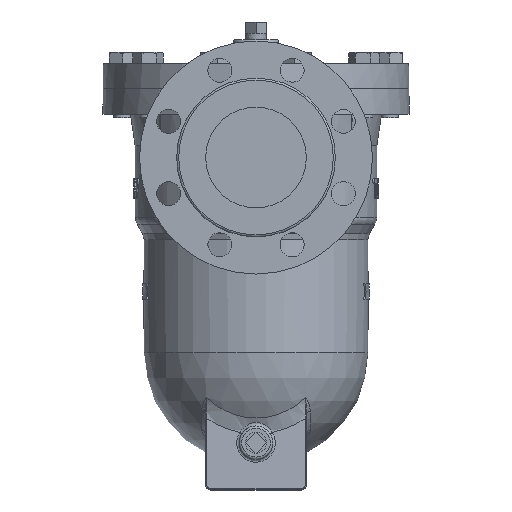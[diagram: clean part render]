
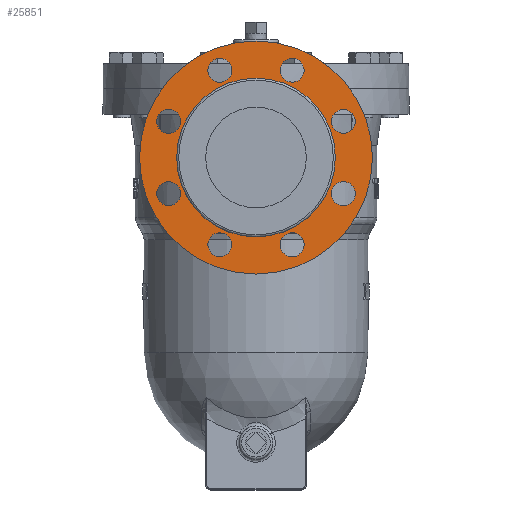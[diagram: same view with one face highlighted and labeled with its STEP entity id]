
A CAD part, left-side view. The second image highlights one B-rep face of the part: STEP entity #25851.
In plain terms, the highlighted planar face has unit normal (-1, 0, 0).
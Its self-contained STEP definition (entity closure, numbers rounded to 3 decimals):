
#305=CARTESIAN_POINT('',(-180.0,0.0,8.5));
#306=VERTEX_POINT('',#305);
#307=CARTESIAN_POINT('',(-180.0,0.0,-54.5));
#308=DIRECTION('',(-1.0,0.0,0.0));
#309=DIRECTION('',(0.0,0.0,1.0));
#310=AXIS2_PLACEMENT_3D('',#307,#308,#309);
#311=CIRCLE('',#310,63.);
#312=EDGE_CURVE('',#306,#306,#311,.T.);
#25143=CARTESIAN_POINT('',(-180.,0.0,38.));
#25144=VERTEX_POINT('',#25143);
#25145=CARTESIAN_POINT('',(-180.0,0.0,-54.5));
#25146=DIRECTION('',(-1.0,0.0,0.0));
#25147=DIRECTION('',(0.0,0.0,1.0));
#25148=AXIS2_PLACEMENT_3D('',#25145,#25146,#25147);
#25149=CIRCLE('',#25148,92.5);
#25150=EDGE_CURVE('',#25144,#25144,#25149,.T.);
#25216=CARTESIAN_POINT('',(-180.0,-35.419,21.508));
#25217=VERTEX_POINT('',#25216);
#25218=CARTESIAN_POINT('',(-180.0,-28.701,14.791));
#25219=DIRECTION('',(1.0,0.,0.));
#25220=DIRECTION('',(0.,-0.707,0.707));
#25221=AXIS2_PLACEMENT_3D('',#25218,#25219,#25220);
#25222=CIRCLE('',#25221,9.5);
#25223=EDGE_CURVE('',#25217,#25217,#25222,.T.);
#25257=CARTESIAN_POINT('',(-180.0,-78.791,-25.799));
#25258=VERTEX_POINT('',#25257);
#25259=CARTESIAN_POINT('',(-180.0,-69.291,-25.799));
#25260=DIRECTION('',(1.0,0.0,0.0));
#25261=DIRECTION('',(0.0,-1.0,0.0));
#25262=AXIS2_PLACEMENT_3D('',#25259,#25260,#25261);
#25263=CIRCLE('',#25262,9.5);
#25264=EDGE_CURVE('',#25258,#25258,#25263,.T.);
#25298=CARTESIAN_POINT('',(-180.0,-76.008,-89.919));
#25299=VERTEX_POINT('',#25298);
#25300=CARTESIAN_POINT('',(-180.0,-69.291,-83.201));
#25301=DIRECTION('',(1.0,0.,0.));
#25302=DIRECTION('',(0.,-0.707,-0.707));
#25303=AXIS2_PLACEMENT_3D('',#25300,#25301,#25302);
#25304=CIRCLE('',#25303,9.5);
#25305=EDGE_CURVE('',#25299,#25299,#25304,.T.);
#25339=CARTESIAN_POINT('',(-180.0,-28.701,-133.291));
#25340=VERTEX_POINT('',#25339);
#25341=CARTESIAN_POINT('',(-180.0,-28.701,-123.791));
#25342=DIRECTION('',(1.0,0.0,0.0));
#25343=DIRECTION('',(0.0,0.0,-1.0));
#25344=AXIS2_PLACEMENT_3D('',#25341,#25342,#25343);
#25345=CIRCLE('',#25344,9.5);
#25346=EDGE_CURVE('',#25340,#25340,#25345,.T.);
#25380=CARTESIAN_POINT('',(-180.0,35.419,-130.508));
#25381=VERTEX_POINT('',#25380);
#25382=CARTESIAN_POINT('',(-180.0,28.701,-123.791));
#25383=DIRECTION('',(1.,0.,0.));
#25384=DIRECTION('',(0.,0.707,-0.707));
#25385=AXIS2_PLACEMENT_3D('',#25382,#25383,#25384);
#25386=CIRCLE('',#25385,9.5);
#25387=EDGE_CURVE('',#25381,#25381,#25386,.T.);
#25421=CARTESIAN_POINT('',(-180.0,78.791,-83.201));
#25422=VERTEX_POINT('',#25421);
#25423=CARTESIAN_POINT('',(-180.0,69.291,-83.201));
#25424=DIRECTION('',(1.0,0.0,0.0));
#25425=DIRECTION('',(0.0,1.0,0.0));
#25426=AXIS2_PLACEMENT_3D('',#25423,#25424,#25425);
#25427=CIRCLE('',#25426,9.5);
#25428=EDGE_CURVE('',#25422,#25422,#25427,.T.);
#25462=CARTESIAN_POINT('',(-180.0,76.008,-19.081));
#25463=VERTEX_POINT('',#25462);
#25464=CARTESIAN_POINT('',(-180.0,69.291,-25.799));
#25465=DIRECTION('',(1.,0.,0.));
#25466=DIRECTION('',(0.,0.707,0.707));
#25467=AXIS2_PLACEMENT_3D('',#25464,#25465,#25466);
#25468=CIRCLE('',#25467,9.5);
#25469=EDGE_CURVE('',#25463,#25463,#25468,.T.);
#25503=CARTESIAN_POINT('',(-180.0,28.701,24.291));
#25504=VERTEX_POINT('',#25503);
#25505=CARTESIAN_POINT('',(-180.0,28.701,14.791));
#25506=DIRECTION('',(1.0,0.0,0.0));
#25507=DIRECTION('',(0.0,0.0,1.0));
#25508=AXIS2_PLACEMENT_3D('',#25505,#25506,#25507);
#25509=CIRCLE('',#25508,9.5);
#25510=EDGE_CURVE('',#25504,#25504,#25509,.T.);
#25816=CARTESIAN_POINT('',(-180.0,0.0,23.25));
#25817=DIRECTION('',(-1.0,0.0,0.0));
#25818=DIRECTION('',(0.0,0.0,1.0));
#25819=AXIS2_PLACEMENT_3D('',#25816,#25817,#25818);
#25820=PLANE('',#25819);
#25821=ORIENTED_EDGE('',*,*,#25150,.T.);
#25822=EDGE_LOOP('',(#25821));
#25823=FACE_OUTER_BOUND('',#25822,.T.);
#25824=ORIENTED_EDGE('',*,*,#25223,.T.);
#25825=EDGE_LOOP('',(#25824));
#25826=FACE_BOUND('',#25825,.T.);
#25827=ORIENTED_EDGE('',*,*,#25264,.T.);
#25828=EDGE_LOOP('',(#25827));
#25829=FACE_BOUND('',#25828,.T.);
#25830=ORIENTED_EDGE('',*,*,#25305,.T.);
#25831=EDGE_LOOP('',(#25830));
#25832=FACE_BOUND('',#25831,.T.);
#25833=ORIENTED_EDGE('',*,*,#25346,.T.);
#25834=EDGE_LOOP('',(#25833));
#25835=FACE_BOUND('',#25834,.T.);
#25836=ORIENTED_EDGE('',*,*,#25387,.T.);
#25837=EDGE_LOOP('',(#25836));
#25838=FACE_BOUND('',#25837,.T.);
#25839=ORIENTED_EDGE('',*,*,#25428,.T.);
#25840=EDGE_LOOP('',(#25839));
#25841=FACE_BOUND('',#25840,.T.);
#25842=ORIENTED_EDGE('',*,*,#25469,.T.);
#25843=EDGE_LOOP('',(#25842));
#25844=FACE_BOUND('',#25843,.T.);
#25845=ORIENTED_EDGE('',*,*,#25510,.T.);
#25846=EDGE_LOOP('',(#25845));
#25847=FACE_BOUND('',#25846,.T.);
#25848=ORIENTED_EDGE('',*,*,#312,.F.);
#25849=EDGE_LOOP('',(#25848));
#25850=FACE_BOUND('',#25849,.T.);
#25851=ADVANCED_FACE('',(#25823,#25826,#25829,#25832,#25835,#25838,#25841,#25844,#25847,#25850),#25820,.T.);
